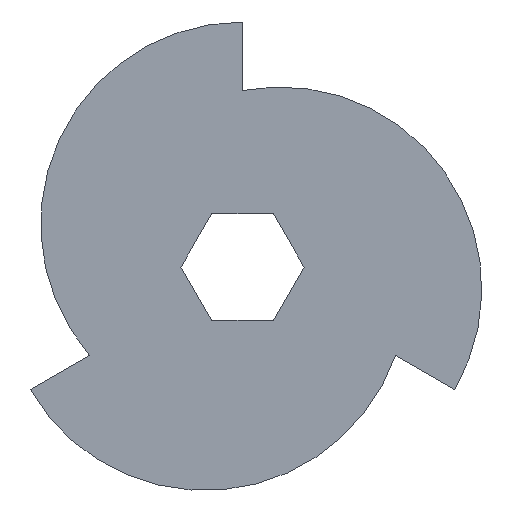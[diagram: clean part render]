
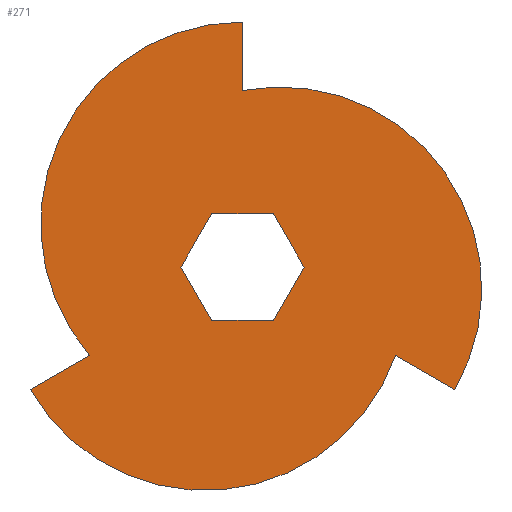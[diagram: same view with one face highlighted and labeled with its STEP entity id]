
A CAD part, left-side view. The second image highlights one B-rep face of the part: STEP entity #271.
In plain terms, the highlighted planar face has unit normal (-1, 0, 0).
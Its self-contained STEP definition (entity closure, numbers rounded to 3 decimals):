
#15=FACE_BOUND('',#53,.T.);
#18=CIRCLE('',#296,47.689);
#20=CIRCLE('',#300,47.689);
#22=CIRCLE('',#304,47.689);
#38=FACE_OUTER_BOUND('',#52,.T.);
#52=EDGE_LOOP('',(#224,#225,#226,#227,#228,#229));
#53=EDGE_LOOP('',(#230,#231,#232,#233,#234,#235));
#56=LINE('',#383,#86);
#60=LINE('',#391,#90);
#63=LINE('',#397,#93);
#66=LINE('',#403,#96);
#69=LINE('',#409,#99);
#72=LINE('',#414,#102);
#76=LINE('',#423,#106);
#80=LINE('',#435,#110);
#84=LINE('',#447,#114);
#86=VECTOR('',#311,10.);
#90=VECTOR('',#317,10.);
#93=VECTOR('',#322,10.);
#96=VECTOR('',#327,10.);
#99=VECTOR('',#332,10.);
#102=VECTOR('',#337,10.);
#106=VECTOR('',#343,10.);
#110=VECTOR('',#355,10.);
#114=VECTOR('',#367,10.);
#116=VERTEX_POINT('',#381);
#117=VERTEX_POINT('',#382);
#120=VERTEX_POINT('',#390);
#122=VERTEX_POINT('',#396);
#124=VERTEX_POINT('',#402);
#126=VERTEX_POINT('',#408);
#130=VERTEX_POINT('',#420);
#131=VERTEX_POINT('',#422);
#133=VERTEX_POINT('',#428);
#135=VERTEX_POINT('',#434);
#137=VERTEX_POINT('',#440);
#139=VERTEX_POINT('',#446);
#140=EDGE_CURVE('',#116,#117,#56,.T.);
#144=EDGE_CURVE('',#117,#120,#60,.T.);
#147=EDGE_CURVE('',#120,#122,#63,.T.);
#150=EDGE_CURVE('',#122,#124,#66,.T.);
#153=EDGE_CURVE('',#124,#126,#69,.T.);
#156=EDGE_CURVE('',#126,#116,#72,.T.);
#160=EDGE_CURVE('',#131,#130,#76,.T.);
#163=EDGE_CURVE('',#133,#131,#18,.T.);
#166=EDGE_CURVE('',#135,#133,#80,.T.);
#169=EDGE_CURVE('',#137,#135,#20,.T.);
#172=EDGE_CURVE('',#139,#137,#84,.T.);
#175=EDGE_CURVE('',#130,#139,#22,.T.);
#224=ORIENTED_EDGE('',*,*,#175,.T.);
#225=ORIENTED_EDGE('',*,*,#172,.T.);
#226=ORIENTED_EDGE('',*,*,#169,.T.);
#227=ORIENTED_EDGE('',*,*,#166,.T.);
#228=ORIENTED_EDGE('',*,*,#163,.T.);
#229=ORIENTED_EDGE('',*,*,#160,.T.);
#230=ORIENTED_EDGE('',*,*,#150,.T.);
#231=ORIENTED_EDGE('',*,*,#153,.T.);
#232=ORIENTED_EDGE('',*,*,#156,.T.);
#233=ORIENTED_EDGE('',*,*,#140,.T.);
#234=ORIENTED_EDGE('',*,*,#144,.T.);
#235=ORIENTED_EDGE('',*,*,#147,.T.);
#257=PLANE('',#305);
#271=ADVANCED_FACE('',(#38,#15),#257,.T.);
#296=AXIS2_PLACEMENT_3D('',#429,#349,#350);
#300=AXIS2_PLACEMENT_3D('',#441,#361,#362);
#304=AXIS2_PLACEMENT_3D('',#451,#373,#374);
#305=AXIS2_PLACEMENT_3D('',#452,#375,#376);
#311=DIRECTION('',(0.,-1.,0.));
#317=DIRECTION('',(0.,-0.5,-0.866));
#322=DIRECTION('',(0.,0.5,-0.866));
#327=DIRECTION('',(0.,1.,0.));
#332=DIRECTION('',(0.,0.5,0.866));
#337=DIRECTION('',(0.,-0.5,0.866));
#343=DIRECTION('',(0.,0.866,-0.5));
#349=DIRECTION('center_axis',(-1.,0.,0.));
#350=DIRECTION('ref_axis',(0.,-1.,0.));
#355=DIRECTION('',(0.,0.,1.));
#361=DIRECTION('center_axis',(-1.,0.,0.));
#362=DIRECTION('ref_axis',(0.,-1.,0.));
#367=DIRECTION('',(0.,-0.866,-0.5));
#373=DIRECTION('center_axis',(-1.,0.,0.));
#374=DIRECTION('ref_axis',(0.,-1.,0.));
#375=DIRECTION('center_axis',(-1.,0.,0.));
#376=DIRECTION('ref_axis',(0.,-1.,0.));
#381=CARTESIAN_POINT('',(-604.8,292.275,37.6));
#382=CARTESIAN_POINT('',(-604.8,277.725,37.6));
#383=CARTESIAN_POINT('',(-604.8,281.363,37.6));
#390=CARTESIAN_POINT('',(-604.8,270.451,25.));
#391=CARTESIAN_POINT('',(-604.8,271.162,26.231));
#396=CARTESIAN_POINT('',(-604.8,277.725,12.4));
#397=CARTESIAN_POINT('',(-604.8,277.014,13.631));
#402=CARTESIAN_POINT('',(-604.8,292.275,12.4));
#403=CARTESIAN_POINT('',(-604.8,288.637,12.4));
#408=CARTESIAN_POINT('',(-604.8,299.549,25.));
#409=CARTESIAN_POINT('',(-604.8,296.623,19.931));
#414=CARTESIAN_POINT('',(-604.8,295.201,32.531));
#420=CARTESIAN_POINT('',(-604.8,335.162,-3.961));
#422=CARTESIAN_POINT('',(-604.8,321.15,4.129));
#423=CARTESIAN_POINT('',(-604.8,285.,25.));
#428=CARTESIAN_POINT('',(-604.8,285.,82.922));
#429=CARTESIAN_POINT('Origin',(-604.8,285.,35.233));
#434=CARTESIAN_POINT('',(-604.8,285.,66.742));
#435=CARTESIAN_POINT('',(-604.8,285.,25.));
#440=CARTESIAN_POINT('',(-604.8,234.838,-3.961));
#441=CARTESIAN_POINT('Origin',(-604.8,276.138,19.884));
#446=CARTESIAN_POINT('',(-604.8,248.85,4.129));
#447=CARTESIAN_POINT('',(-604.8,285.,25.));
#451=CARTESIAN_POINT('Origin',(-604.8,293.862,19.884));
#452=CARTESIAN_POINT('Origin',(-604.8,285.,19.884));
